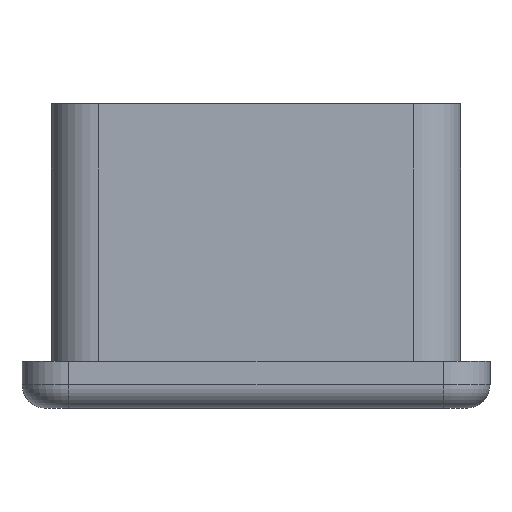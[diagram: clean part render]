
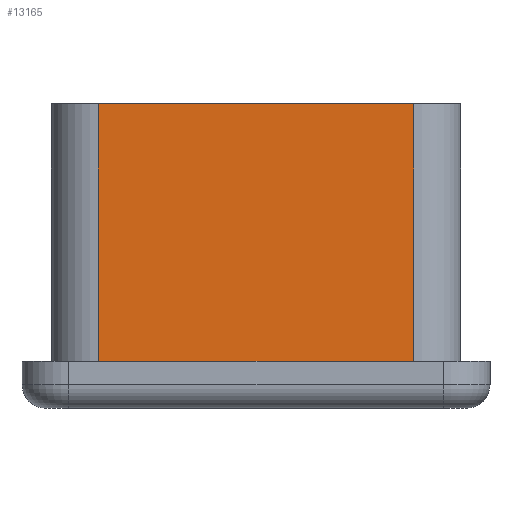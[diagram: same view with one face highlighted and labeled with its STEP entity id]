
A CAD part, left-side view. The second image highlights one B-rep face of the part: STEP entity #13165.
In plain terms, the highlighted planar face has unit normal (-1, 0, 0).
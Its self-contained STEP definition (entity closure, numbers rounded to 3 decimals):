
#269 = ORIENTED_EDGE ( 'NONE', *, *, #1932, .T. ) ;
#761 = EDGE_CURVE ( 'NONE', #5615, #6946, #13143, .T. ) ;
#791 = LINE ( 'NONE', #13647, #13225 ) ;
#860 = CARTESIAN_POINT ( 'NONE',  ( 1.8, 16.75, 13. ) ) ;
#1063 = CARTESIAN_POINT ( 'NONE',  ( 1.8, 16.75, 2. ) ) ;
#1552 = DIRECTION ( 'NONE',  ( 0., 0., -1. ) ) ;
#1932 = EDGE_CURVE ( 'NONE', #4740, #6946, #8027, .T. ) ;
#1936 = DIRECTION ( 'NONE',  ( 0., -1., 0. ) ) ;
#2086 = ORIENTED_EDGE ( 'NONE', *, *, #13542, .T. ) ;
#2725 = ORIENTED_EDGE ( 'NONE', *, *, #12638, .F. ) ;
#3519 = CARTESIAN_POINT ( 'NONE',  ( 1.8, 16.75, 2. ) ) ;
#4740 = VERTEX_POINT ( 'NONE', #3519 ) ;
#5151 = LINE ( 'NONE', #9124, #9461 ) ;
#5600 = DIRECTION ( 'NONE',  ( 1., 0., 0. ) ) ;
#5615 = VERTEX_POINT ( 'NONE', #11460 ) ;
#6156 = VECTOR ( 'NONE', #11740, 1000. ) ;
#6946 = VERTEX_POINT ( 'NONE', #13145 ) ;
#7782 = DIRECTION ( 'NONE',  ( 0., 0., -1. ) ) ;
#7957 = PLANE ( 'NONE',  #13095 ) ;
#8027 = LINE ( 'NONE', #1063, #6156 ) ;
#8890 = CARTESIAN_POINT ( 'NONE',  ( 1.8, 16.75, 13. ) ) ;
#9124 = CARTESIAN_POINT ( 'NONE',  ( 1.8, 16.75, 13. ) ) ;
#9172 = DIRECTION ( 'NONE',  ( 0., 1., 0. ) ) ;
#9461 = VECTOR ( 'NONE', #1936, 1000. ) ;
#10262 = CARTESIAN_POINT ( 'NONE',  ( 1.8, 3.25, 13. ) ) ;
#10386 = FACE_OUTER_BOUND ( 'NONE', #14100, .T. ) ;
#11050 = ORIENTED_EDGE ( 'NONE', *, *, #761, .F. ) ;
#11460 = CARTESIAN_POINT ( 'NONE',  ( 1.8, 3.25, 13. ) ) ;
#11740 = DIRECTION ( 'NONE',  ( 0., -1., 0. ) ) ;
#12638 = EDGE_CURVE ( 'NONE', #14786, #5615, #5151, .T. ) ;
#12955 = VECTOR ( 'NONE', #7782, 1000. ) ;
#13095 = AXIS2_PLACEMENT_3D ( 'NONE', #860, #5600, #9172 ) ;
#13143 = LINE ( 'NONE', #10262, #12955 ) ;
#13145 = CARTESIAN_POINT ( 'NONE',  ( 1.8, 3.25, 2. ) ) ;
#13165 = ADVANCED_FACE ( 'NONE', ( #10386 ), #7957, .F. ) ;
#13225 = VECTOR ( 'NONE', #1552, 1000. ) ;
#13542 = EDGE_CURVE ( 'NONE', #14786, #4740, #791, .T. ) ;
#13647 = CARTESIAN_POINT ( 'NONE',  ( 1.8, 16.75, 13. ) ) ;
#14100 = EDGE_LOOP ( 'NONE', ( #269, #11050, #2725, #2086 ) ) ;
#14786 = VERTEX_POINT ( 'NONE', #8890 ) ;
